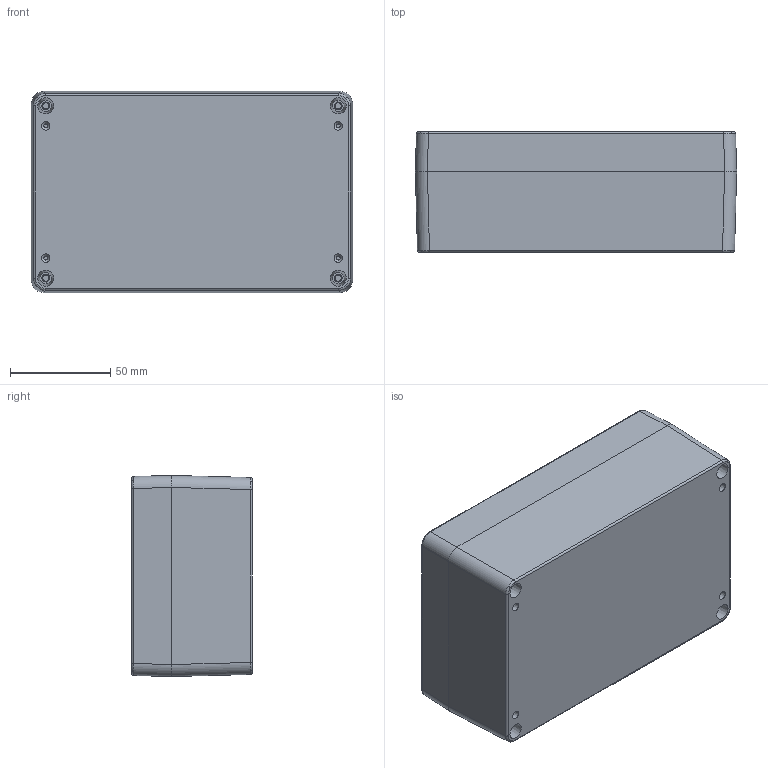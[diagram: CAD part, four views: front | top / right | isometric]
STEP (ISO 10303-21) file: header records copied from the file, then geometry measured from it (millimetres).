
FILE_DESCRIPTION (( 'STEP AP214' ), '1' );
FILE_NAME ('1550Z116.STEP', '2020-11-05T20:32:18', ( '' ), ( '' ), 'SwSTEP 2.0', 'SolidWorks 2019', '' );
FILE_SCHEMA (( 'AUTOMOTIVE_DESIGN' ));
Length unit declared in the file: inch
Products named in the file (1): 1550Z116
Bounding box: 160.4 x 60.2 x 100.4 mm (x, y, z)
Volume: 249358.1 mm3; surface area: 135112.6 mm2
Topology: 7 solids, 7 shells, 1299 faces, 3297 edges, 2068 vertices
Faces by surface type: bspline 431, plane 360, cone 268, cylinder 240
Full cylindrical faces by diameter (mm): 3.3 x4, 3.9 x60, 7.6 x4
Entity records: 72673 total; most frequent: CARTESIAN_POINT 29708, ORIENTED_EDGE 5658, DIRECTION 4381, EDGE_CURVE 2829, VERTEX_POINT 1868, EDGE_LOOP 1649, AXIS2_PLACEMENT_3D 1641, FACE_OUTER_BOUND 1371
